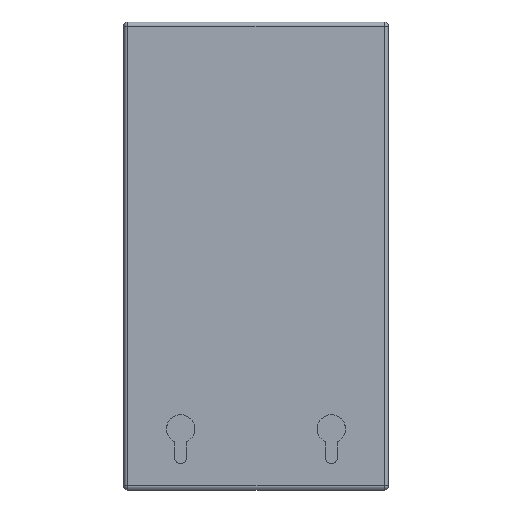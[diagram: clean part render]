
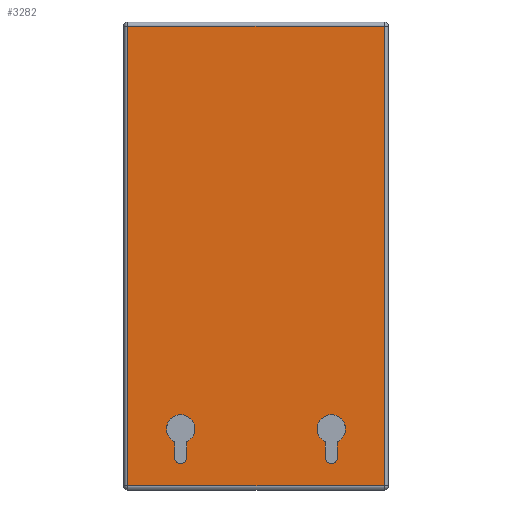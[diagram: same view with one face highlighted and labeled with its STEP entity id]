
A CAD part, front view. The second image highlights one B-rep face of the part: STEP entity #3282.
In plain terms, the highlighted planar face has unit normal (0, -1, 0).
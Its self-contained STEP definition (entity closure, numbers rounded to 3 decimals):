
#47=FACE_BOUND('',#697,.T.);
#48=FACE_BOUND('',#698,.T.);
#208=CIRCLE('',#3554,3.5);
#209=CIRCLE('',#3555,1.5);
#210=CIRCLE('',#3556,1.5);
#211=CIRCLE('',#3557,3.5);
#510=FACE_OUTER_BOUND('',#696,.T.);
#696=EDGE_LOOP('',(#2573,#2574,#2575,#2576));
#697=EDGE_LOOP('',(#2577,#2578,#2579,#2580));
#698=EDGE_LOOP('',(#2581,#2582,#2583,#2584));
#964=LINE('',#5097,#1265);
#966=LINE('',#5105,#1267);
#968=LINE('',#5115,#1269);
#970=LINE('',#5124,#1271);
#995=LINE('',#5219,#1296);
#996=LINE('',#5222,#1297);
#997=LINE('',#5227,#1298);
#998=LINE('',#5230,#1299);
#1265=VECTOR('',#4106,10.);
#1267=VECTOR('',#4114,10.);
#1269=VECTOR('',#4126,10.);
#1271=VECTOR('',#4138,10.);
#1296=VECTOR('',#4221,10.);
#1297=VECTOR('',#4224,10.);
#1298=VECTOR('',#4227,10.);
#1299=VECTOR('',#4230,10.);
#1553=VERTEX_POINT('',#5094);
#1554=VERTEX_POINT('',#5096);
#1557=VERTEX_POINT('',#5104);
#1560=VERTEX_POINT('',#5114);
#1601=VERTEX_POINT('',#5215);
#1602=VERTEX_POINT('',#5216);
#1603=VERTEX_POINT('',#5218);
#1604=VERTEX_POINT('',#5220);
#1605=VERTEX_POINT('',#5223);
#1606=VERTEX_POINT('',#5224);
#1607=VERTEX_POINT('',#5226);
#1608=VERTEX_POINT('',#5228);
#1911=EDGE_CURVE('',#1553,#1554,#964,.T.);
#1915=EDGE_CURVE('',#1554,#1557,#966,.T.);
#1920=EDGE_CURVE('',#1557,#1560,#968,.T.);
#1925=EDGE_CURVE('',#1560,#1553,#970,.T.);
#1971=EDGE_CURVE('',#1601,#1602,#208,.T.);
#1972=EDGE_CURVE('',#1602,#1603,#995,.T.);
#1973=EDGE_CURVE('',#1603,#1604,#209,.T.);
#1974=EDGE_CURVE('',#1604,#1601,#996,.T.);
#1975=EDGE_CURVE('',#1605,#1606,#210,.T.);
#1976=EDGE_CURVE('',#1606,#1607,#997,.T.);
#1977=EDGE_CURVE('',#1607,#1608,#211,.T.);
#1978=EDGE_CURVE('',#1608,#1605,#998,.T.);
#2573=ORIENTED_EDGE('',*,*,#1911,.F.);
#2574=ORIENTED_EDGE('',*,*,#1925,.F.);
#2575=ORIENTED_EDGE('',*,*,#1920,.F.);
#2576=ORIENTED_EDGE('',*,*,#1915,.F.);
#2577=ORIENTED_EDGE('',*,*,#1971,.T.);
#2578=ORIENTED_EDGE('',*,*,#1972,.T.);
#2579=ORIENTED_EDGE('',*,*,#1973,.T.);
#2580=ORIENTED_EDGE('',*,*,#1974,.T.);
#2581=ORIENTED_EDGE('',*,*,#1975,.T.);
#2582=ORIENTED_EDGE('',*,*,#1976,.T.);
#2583=ORIENTED_EDGE('',*,*,#1977,.T.);
#2584=ORIENTED_EDGE('',*,*,#1978,.T.);
#3155=PLANE('',#3553);
#3282=ADVANCED_FACE('',(#510,#47,#48),#3155,.F.);
#3553=AXIS2_PLACEMENT_3D('',#5214,#4217,#4218);
#3554=AXIS2_PLACEMENT_3D('',#5217,#4219,#4220);
#3555=AXIS2_PLACEMENT_3D('',#5221,#4222,#4223);
#3556=AXIS2_PLACEMENT_3D('',#5225,#4225,#4226);
#3557=AXIS2_PLACEMENT_3D('',#5229,#4228,#4229);
#4106=DIRECTION('',(0.,0.,-1.));
#4114=DIRECTION('',(-1.,0.,0.));
#4126=DIRECTION('',(0.,0.,1.));
#4138=DIRECTION('',(1.,0.,0.));
#4217=DIRECTION('center_axis',(0.,1.,0.));
#4218=DIRECTION('ref_axis',(0.,0.,1.));
#4219=DIRECTION('center_axis',(0.,1.,0.));
#4220=DIRECTION('ref_axis',(1.,0.,0.));
#4221=DIRECTION('',(0.,0.,-1.));
#4222=DIRECTION('center_axis',(0.,1.,0.));
#4223=DIRECTION('ref_axis',(-1.,0.,0.));
#4224=DIRECTION('',(0.,0.,1.));
#4225=DIRECTION('center_axis',(0.,1.,0.));
#4226=DIRECTION('ref_axis',(-1.,0.,0.));
#4227=DIRECTION('',(0.,0.,1.));
#4228=DIRECTION('center_axis',(0.,1.,0.));
#4229=DIRECTION('ref_axis',(1.,0.,0.));
#4230=DIRECTION('',(0.,0.,-1.));
#5094=CARTESIAN_POINT('',(-1.,0.,-1.));
#5096=CARTESIAN_POINT('',(-1.,0.,-114.));
#5097=CARTESIAN_POINT('',(-1.,0.,-28.75));
#5104=CARTESIAN_POINT('',(-64.,0.,-114.));
#5105=CARTESIAN_POINT('',(-16.25,0.,-114.));
#5114=CARTESIAN_POINT('',(-64.,0.,-1.));
#5115=CARTESIAN_POINT('',(-64.,0.,-86.25));
#5124=CARTESIAN_POINT('',(-48.75,0.,-1.));
#5214=CARTESIAN_POINT('Origin',(-32.5,0.,-57.5));
#5215=CARTESIAN_POINT('',(-15.5,0.,-103.162));
#5216=CARTESIAN_POINT('',(-12.5,0.,-103.162));
#5217=CARTESIAN_POINT('Origin',(-14.,0.,-100.));
#5218=CARTESIAN_POINT('',(-12.5,0.,-107.));
#5219=CARTESIAN_POINT('',(-12.5,0.,-80.331));
#5220=CARTESIAN_POINT('',(-15.5,0.,-107.));
#5221=CARTESIAN_POINT('Origin',(-14.,0.,-107.));
#5222=CARTESIAN_POINT('',(-15.5,0.,-82.25));
#5223=CARTESIAN_POINT('',(-49.5,0.,-107.));
#5224=CARTESIAN_POINT('',(-52.5,0.,-107.));
#5225=CARTESIAN_POINT('Origin',(-51.,0.,-107.));
#5226=CARTESIAN_POINT('',(-52.5,0.,-103.162));
#5227=CARTESIAN_POINT('',(-52.5,0.,-82.25));
#5228=CARTESIAN_POINT('',(-49.5,0.,-103.162));
#5229=CARTESIAN_POINT('Origin',(-51.,0.,-100.));
#5230=CARTESIAN_POINT('',(-49.5,0.,-80.331));
